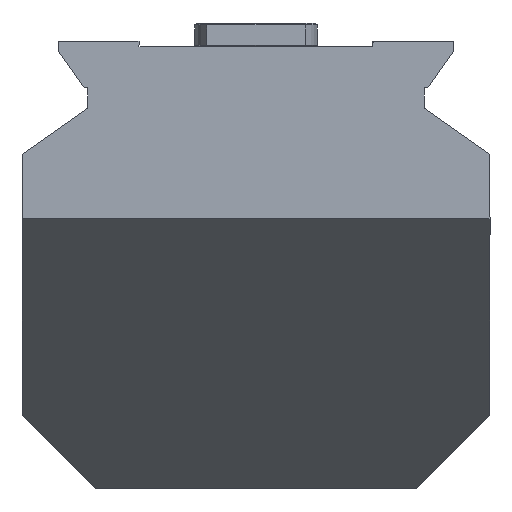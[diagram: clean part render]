
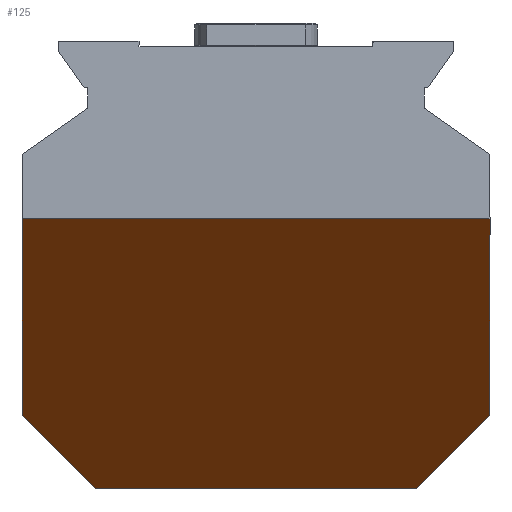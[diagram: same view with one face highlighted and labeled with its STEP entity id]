
A CAD part, left-side view. The second image highlights one B-rep face of the part: STEP entity #125.
In plain terms, the highlighted planar face has unit normal (-0.643, 0, -0.766).
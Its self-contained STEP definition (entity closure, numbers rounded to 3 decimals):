
#74=PLANE('',#1022);
#125=ADVANCED_FACE('',(#182),#74,.T.);
#182=FACE_OUTER_BOUND('',#237,.T.);
#237=EDGE_LOOP('',(#603,#604,#605,#606,#607,#608));
#303=LINE('',#1501,#394);
#308=LINE('',#1511,#399);
#313=LINE('',#1521,#404);
#317=LINE('',#1529,#408);
#318=LINE('',#1530,#409);
#319=LINE('',#1531,#410);
#394=VECTOR('',#1210,1.);
#399=VECTOR('',#1217,1.);
#404=VECTOR('',#1226,1.);
#408=VECTOR('',#1232,1.);
#409=VECTOR('',#1233,1.);
#410=VECTOR('',#1234,1.);
#603=ORIENTED_EDGE('',*,*,#857,.T.);
#604=ORIENTED_EDGE('',*,*,#871,.T.);
#605=ORIENTED_EDGE('',*,*,#867,.T.);
#606=ORIENTED_EDGE('',*,*,#872,.T.);
#607=ORIENTED_EDGE('',*,*,#862,.T.);
#608=ORIENTED_EDGE('',*,*,#873,.T.);
#751=VERTEX_POINT('',#1502);
#752=VERTEX_POINT('',#1503);
#754=VERTEX_POINT('',#1510);
#755=VERTEX_POINT('',#1512);
#758=VERTEX_POINT('',#1522);
#759=VERTEX_POINT('',#1523);
#857=EDGE_CURVE('',#751,#752,#303,.T.);
#862=EDGE_CURVE('',#755,#754,#308,.T.);
#867=EDGE_CURVE('',#758,#759,#313,.T.);
#871=EDGE_CURVE('',#752,#758,#317,.T.);
#872=EDGE_CURVE('',#759,#755,#318,.T.);
#873=EDGE_CURVE('',#754,#751,#319,.T.);
#1022=AXIS2_PLACEMENT_3D('',#1532,#1235,#1236);
#1210=DIRECTION('',(-0.766,0.,0.643));
#1217=DIRECTION('',(0.,-1.,0.));
#1226=DIRECTION('',(0.766,0.,-0.643));
#1232=DIRECTION('',(0.,1.,0.));
#1233=DIRECTION('',(0.644,-0.541,-0.541));
#1234=DIRECTION('',(-0.644,-0.541,0.541));
#1235=DIRECTION('',(-0.643,0.,-0.766));
#1236=DIRECTION('',(0.,1.,0.));
#1501=CARTESIAN_POINT('',(-64.794,-80.,-128.));
#1502=CARTESIAN_POINT('',(-64.794,-80.,-128.));
#1503=CARTESIAN_POINT('',(-145.,-80.,-60.699));
#1510=CARTESIAN_POINT('',(-35.,-55.,-153.));
#1511=CARTESIAN_POINT('',(-35.,55.,-153.));
#1512=CARTESIAN_POINT('',(-35.,55.,-153.));
#1521=CARTESIAN_POINT('',(-145.,80.,-60.699));
#1522=CARTESIAN_POINT('',(-145.,80.,-60.699));
#1523=CARTESIAN_POINT('',(-64.794,80.,-128.));
#1529=CARTESIAN_POINT('',(-145.,-80.,-60.699));
#1530=CARTESIAN_POINT('',(-64.794,80.,-128.));
#1531=CARTESIAN_POINT('',(-35.,-55.,-153.));
#1532=CARTESIAN_POINT('',(-90.,40.,-106.85));
